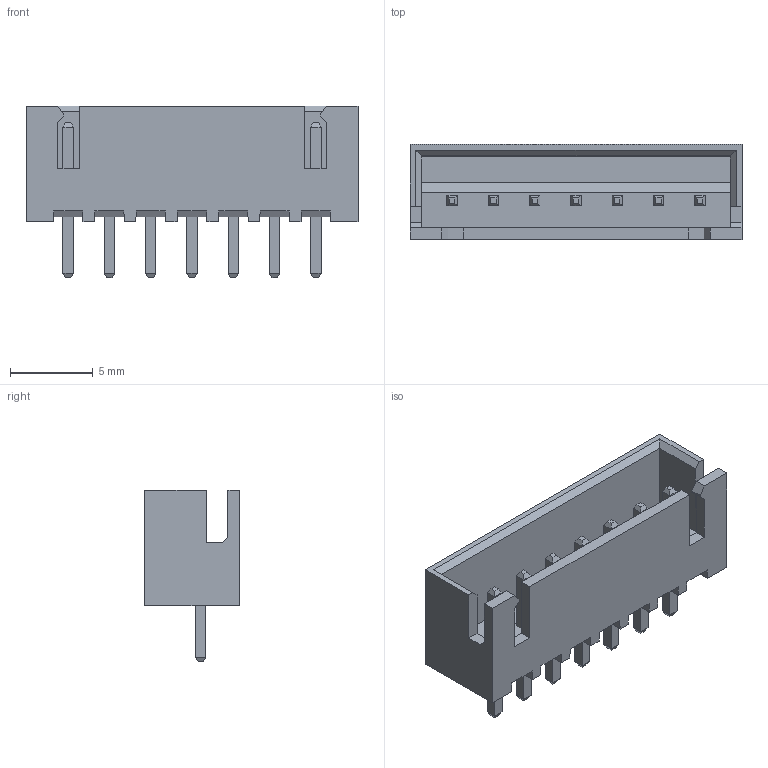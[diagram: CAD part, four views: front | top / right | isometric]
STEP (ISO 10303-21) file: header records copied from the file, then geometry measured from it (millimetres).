
FILE_DESCRIPTION(('STEP AP214'), '1');
FILE_NAME('DS1069', '2019-04-21T13:27:40', ('Nobody'), (''), 'ASCON STEP Converter 1.3', 'ASCON Math Kernel', '');
FILE_SCHEMA(('AUTOMOTIVE_DESIGN { 1 0 10303 214 3 1 1}'));
Length unit declared in the file: millimetre
Assembly tree (8 placements, depth 2):
  (unnamed)
    (unnamed)
    (unnamed)  x7
Bounding box: 20.1 x 5.75 x 10.4 mm (x, y, z)
Volume: 353.8 mm3; surface area: 1012.8 mm2
Topology: 8 solids, 8 shells, 177 faces, 425 edges, 264 vertices
Faces by surface type: plane 177
Entity records: 3937 total; most frequent: CARTESIAN_POINT 527, ORIENTED_EDGE 514, DIRECTION 461, EDGE_CURVE 257, LINE 257, VECTOR 257, VERTEX_POINT 168, AXIS2_PLACEMENT_3D 102
